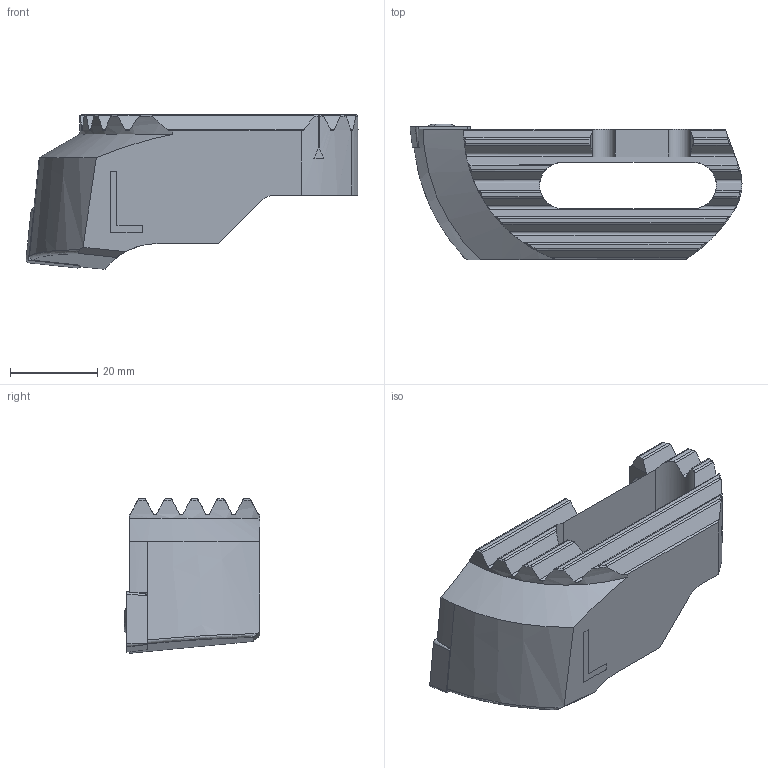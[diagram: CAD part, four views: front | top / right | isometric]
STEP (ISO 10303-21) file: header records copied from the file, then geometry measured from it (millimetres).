
FILE_DESCRIPTION(('no description'),'unknown implementation level');
FILE_NAME('41717ABB-5C1A-490E-B615-76BB3748CC65_export.stp',' ',('CIMSOURCE GmbH'),('CADClick - KiM GmbH - www.kimweb.de'),'unknown preprocess','ACIS','unknown authorization');
FILE_SCHEMA(('automotive_design'));
Length unit declared in the file: millimetre
Products named in the file (3): 639.166 Kaiser 88-110 SW68 SC12 L|694.150 Kaiser ETL M5 X 13,3 T20 IP 10S;Kreismuster1; 639.166 Kaiser 88-110 SW68 SC12 L|654.350 Kaiser SCMT 120408 P20C;Kombinieren1; 639.166 Kaiser 88-110 SW68 SC12 L|639.166 Kaiser 88-110 SW68 SC12 L;RSS-Marke
Bounding box: 76 x 31.09 x 35.39 mm (x, y, z)
Volume: 35108.3 mm3; surface area: 11682 mm2
Topology: 3 solids, 3 shells, 197 faces, 534 edges, 345 vertices
Faces by surface type: plane 87, cylinder 71, cone 28, torus 8, bspline 3
Entity records: 13617 total; most frequent: CARTESIAN_POINT 2586, STYLED_ITEM 1077, PRESENTATION_STYLE_ASSIGNMENT 1077, COLOUR_RGB 1077, DIRECTION 1070, ORIENTED_EDGE 1064, EDGE_CURVE 532, CURVE_STYLE 532
